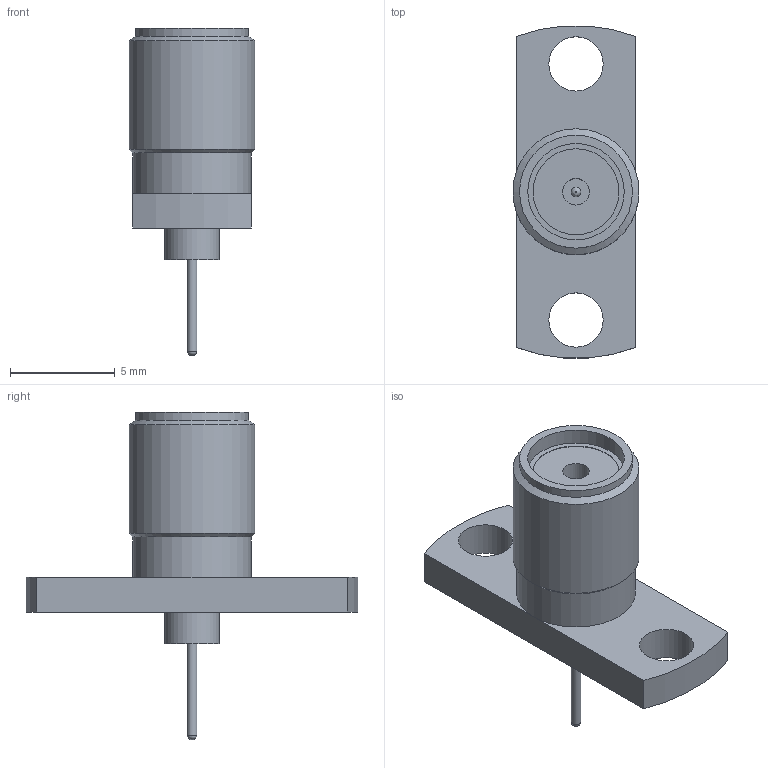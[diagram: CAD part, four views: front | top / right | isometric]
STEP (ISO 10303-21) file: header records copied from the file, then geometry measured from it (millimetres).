
FILE_DESCRIPTION(('FreeCAD Model'),'2;1');
FILE_NAME('Open CASCADE Shape Model','2021-01-21T00:22:48',('Author'),( ''),'Open CASCADE STEP processor 7.4','FreeCAD','Unknown');
FILE_SCHEMA(('CONFIG_CONTROL_DESIGN','SHAPE_APPEARANCE_LAYER_MIM'));
Length unit declared in the file: millimetre
Products named in the file (3): _42_1701_626; Body; 142-1000-003
Assembly tree (2 placements, depth 2):
  _42_1701_626
    Body
    142-1000-003
Bounding box: 6.01 x 15.83 x 15.62 mm (x, y, z)
Volume: 320 mm3; surface area: 504 mm2
Topology: 2 solids, 2 shells, 34 faces, 62 edges, 40 vertices
Faces by surface type: cylinder 16, plane 14, cone 2, revolution 2
Full cylindrical faces by diameter (mm): 0.46 x2, 1.27 x1, 2.591 x2, 2.61 x1, 4.1 x2, 4.597 x1, 4.6 x1, 5.385 x1, 5.48 x1, 5.658 x1, 6.008 x1
Entity records: 1815 total; most frequent: DIRECTION 295, CARTESIAN_POINT 283, ORIENTED_EDGE 124, PCURVE 124, DEFINITIONAL_REPRESENTATION 124, LINE 118, VECTOR 118, AXIS2_PLACEMENT_3D 73
